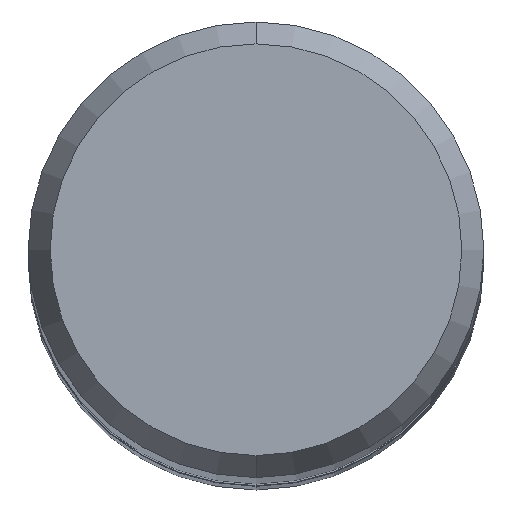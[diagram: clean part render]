
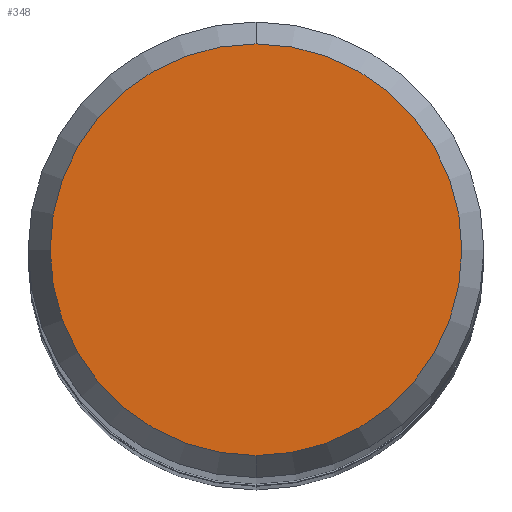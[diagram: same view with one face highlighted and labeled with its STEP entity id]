
A CAD part, top view. The second image highlights one B-rep face of the part: STEP entity #348.
In plain terms, the highlighted planar face has unit normal (0, 0, 1).
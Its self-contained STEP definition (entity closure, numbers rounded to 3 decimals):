
#218=VERTEX_POINT('',#548);
#314=EDGE_CURVE('',#218,#468,#653,.T.);
#348=ADVANCED_FACE('',(#689),#690,.T.);
#450=EDGE_CURVE('',#468,#218,#806,.T.);
#468=VERTEX_POINT('',#827);
#548=CARTESIAN_POINT('',(0.0,2.152,0.));
#653=CIRCLE('',#1156,2.152);
#689=FACE_OUTER_BOUND('',#1268,.T.);
#690=PLANE('',#1269);
#806=CIRCLE('',#1436,2.152);
#827=CARTESIAN_POINT('',(0.,-2.152,0.));
#1156=AXIS2_PLACEMENT_3D('',#1680,#1681,#1682);
#1268=EDGE_LOOP('',(#1709,#1710));
#1269=AXIS2_PLACEMENT_3D('',#1711,#1712,#1713);
#1436=AXIS2_PLACEMENT_3D('',#1841,#1842,#1843);
#1680=CARTESIAN_POINT('',(0.0,0.0,0.));
#1681=DIRECTION('',(0.0,0.0,-1.0));
#1682=DIRECTION('',(0.0,1.0,0.0));
#1709=ORIENTED_EDGE('',*,*,#314,.F.);
#1710=ORIENTED_EDGE('',*,*,#450,.F.);
#1711=CARTESIAN_POINT('',(0.0,1.076,0.));
#1712=DIRECTION('',(-0.0,0.0,1.0));
#1713=DIRECTION('',(0.0,-1.0,0.0));
#1841=CARTESIAN_POINT('',(0.0,0.0,0.));
#1842=DIRECTION('',(0.0,0.0,-1.0));
#1843=DIRECTION('',(0.0,1.0,0.0));
